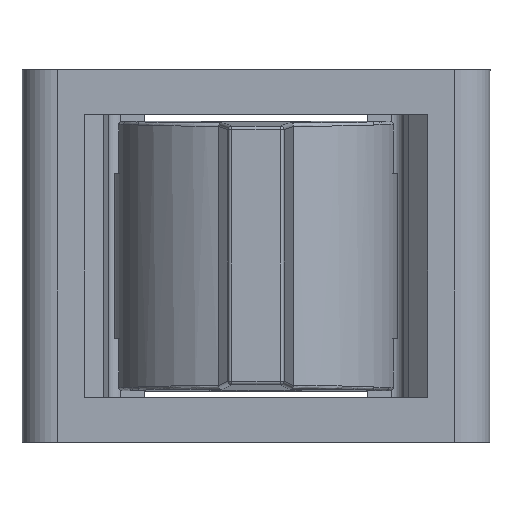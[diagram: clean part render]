
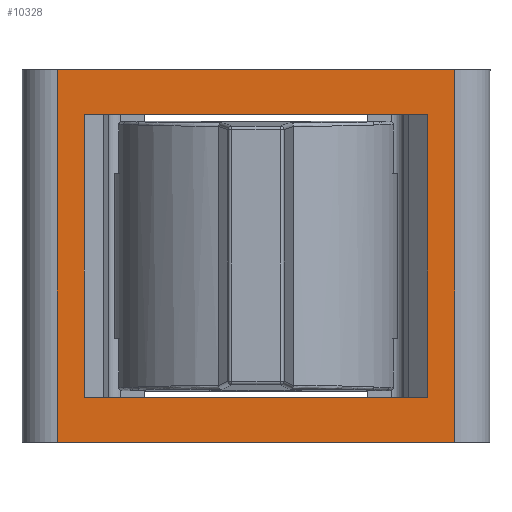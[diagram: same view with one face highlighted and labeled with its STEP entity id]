
A CAD part, top view. The second image highlights one B-rep face of the part: STEP entity #10328.
In plain terms, the highlighted planar face has unit normal (0, 0, 1).
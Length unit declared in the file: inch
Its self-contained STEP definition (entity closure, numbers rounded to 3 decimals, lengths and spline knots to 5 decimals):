
#19=FACE_BOUND('',#1294,.T.);
#190=PLANE('',#11007);
#698=FACE_OUTER_BOUND('',#1293,.T.);
#1293=EDGE_LOOP('',(#7530,#7531,#7532,#7533));
#1294=EDGE_LOOP('',(#7534,#7535,#7536,#7537));
#1952=LINE('',#15430,#3197);
#2004=LINE('',#15537,#3249);
#2008=LINE('',#15543,#3253);
#2010=LINE('',#15547,#3255);
#2012=LINE('',#15557,#3257);
#2013=LINE('',#15560,#3258);
#2016=LINE('',#15567,#3261);
#2017=LINE('',#15568,#3262);
#3197=VECTOR('',#12118,0.3937);
#3249=VECTOR('',#12192,0.3937);
#3253=VECTOR('',#12198,0.3937);
#3255=VECTOR('',#12204,0.3937);
#3257=VECTOR('',#12214,0.3937);
#3258=VECTOR('',#12217,0.3937);
#3261=VECTOR('',#12224,0.3937);
#3262=VECTOR('',#12225,0.3937);
#4669=VERTEX_POINT('',#15427);
#4670=VERTEX_POINT('',#15429);
#4713=VERTEX_POINT('',#15534);
#4714=VERTEX_POINT('',#15536);
#4716=VERTEX_POINT('',#15550);
#4719=VERTEX_POINT('',#15555);
#4720=VERTEX_POINT('',#15559);
#4722=VERTEX_POINT('',#15566);
#5709=EDGE_CURVE('',#4669,#4670,#1952,.T.);
#5766=EDGE_CURVE('',#4714,#4713,#2004,.T.);
#5770=EDGE_CURVE('',#4670,#4713,#2008,.T.);
#5772=EDGE_CURVE('',#4714,#4669,#2010,.T.);
#5776=EDGE_CURVE('',#4719,#4716,#2012,.T.);
#5777=EDGE_CURVE('',#4716,#4720,#2013,.T.);
#5781=EDGE_CURVE('',#4722,#4719,#2016,.T.);
#5782=EDGE_CURVE('',#4720,#4722,#2017,.T.);
#7530=ORIENTED_EDGE('',*,*,#5776,.F.);
#7531=ORIENTED_EDGE('',*,*,#5781,.F.);
#7532=ORIENTED_EDGE('',*,*,#5782,.F.);
#7533=ORIENTED_EDGE('',*,*,#5777,.F.);
#7534=ORIENTED_EDGE('',*,*,#5709,.F.);
#7535=ORIENTED_EDGE('',*,*,#5772,.F.);
#7536=ORIENTED_EDGE('',*,*,#5766,.T.);
#7537=ORIENTED_EDGE('',*,*,#5770,.F.);
#10328=ADVANCED_FACE('',(#698,#19),#190,.T.);
#11007=AXIS2_PLACEMENT_3D('',#15565,#12222,#12223);
#12118=DIRECTION('',(-1.,0.,0.));
#12192=DIRECTION('',(-1.,0.,0.));
#12198=DIRECTION('',(0.,-1.,0.));
#12204=DIRECTION('',(0.,1.,0.));
#12214=DIRECTION('',(0.,-1.,0.));
#12217=DIRECTION('',(-1.,0.,0.));
#12222=DIRECTION('center_axis',(0.,0.,
1.));
#12223=DIRECTION('ref_axis',(0.,-1.,0.));
#12224=DIRECTION('',(1.,0.,0.));
#12225=DIRECTION('',(0.,1.,0.));
#15427=CARTESIAN_POINT('',(0.28642,0.23622,0.73583));
#15429=CARTESIAN_POINT('',(-0.28642,0.23622,0.73583));
#15430=CARTESIAN_POINT('',(-0.12746,0.23622,0.73583));
#15534=CARTESIAN_POINT('',(-0.28642,-0.23622,0.73583));
#15536=CARTESIAN_POINT('',(0.28642,-0.23622,0.73583));
#15537=CARTESIAN_POINT('',(0.12746,-0.23622,0.73583));
#15543=CARTESIAN_POINT('',(-0.28642,-0.11811,0.73583));
#15547=CARTESIAN_POINT('',(0.28642,0.11811,0.73583));
#15550=CARTESIAN_POINT('',(0.33169,-0.31102,0.73583));
#15555=CARTESIAN_POINT('',(0.33169,0.31102,0.73583));
#15557=CARTESIAN_POINT('',(0.33169,0.15551,0.73583));
#15559=CARTESIAN_POINT('',(-0.33169,-0.31102,0.73583));
#15560=CARTESIAN_POINT('',(0.39075,-0.31102,0.73583));
#15565=CARTESIAN_POINT('Origin',(0.,0.,
0.73583));
#15566=CARTESIAN_POINT('',(-0.33169,0.31102,0.73583));
#15567=CARTESIAN_POINT('',(-0.39075,0.31102,0.73583));
#15568=CARTESIAN_POINT('',(-0.33169,-0.15551,0.73583));
